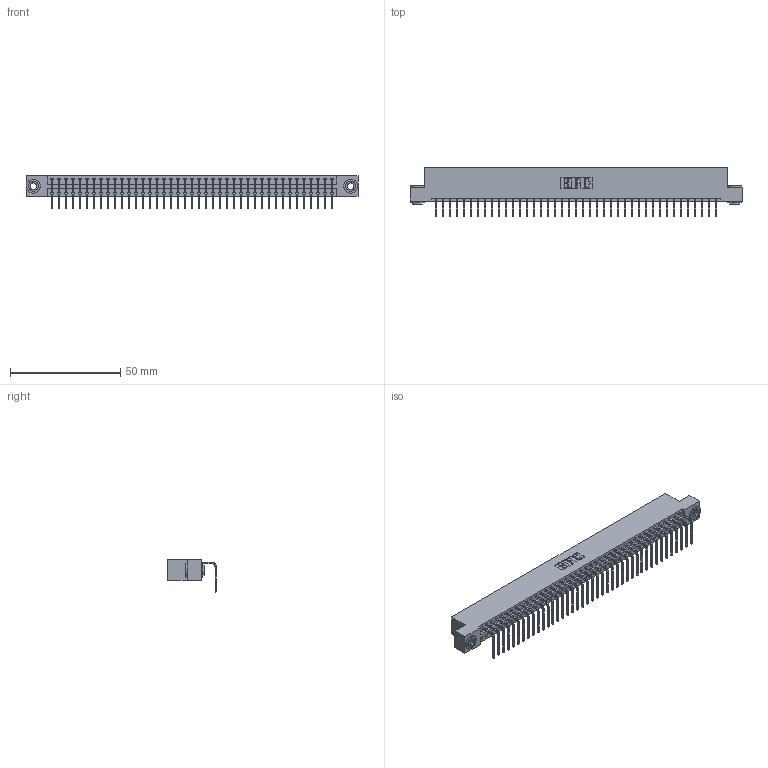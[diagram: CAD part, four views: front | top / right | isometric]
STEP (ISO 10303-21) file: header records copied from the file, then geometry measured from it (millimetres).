
FILE_DESCRIPTION (( 'STEP AP203' ), '1' );
FILE_NAME ('396-041-558-103.STEP', '2019-11-01T07:49:14', ( '' ), ( '' ), 'SwSTEP 2.0', 'SolidWorks 2016', '' );
FILE_SCHEMA (( 'CONFIG_CONTROL_DESIGN' ));
Length unit declared in the file: inch
Products named in the file (4): 346 Part_Flush Mounting Lugs - 0.156 Dia-TH; 345-292-001_558 Tail - 2; 345-250-002_345-250-002-102; 396-041-558-103
Assembly tree (44 placements, depth 2):
  396-041-558-103
    346 Part_Flush Mounting Lugs - 0.156 Dia-TH
    345-292-001_558 Tail - 2  x41
    345-250-002_345-250-002-102  x2
Bounding box: 150.75 x 22.16 x 14.73 mm (x, y, z)
Volume: 14579.1 mm3; surface area: 19245.3 mm2
Topology: 44 solids, 44 shells, 2620 faces, 7867 edges, 5186 vertices
Faces by surface type: plane 1808, cylinder 804, cone 8
Entity records: 26314 total; most frequent: CARTESIAN_POINT 4490, ORIENTED_EDGE 4458, DIRECTION 3993, EDGE_CURVE 2229, VECTOR 1909, LINE 1909, VERTEX_POINT 1482, AXIS2_PLACEMENT_3D 1042
